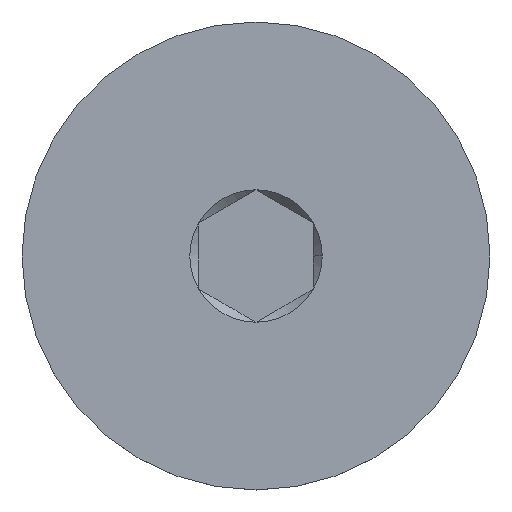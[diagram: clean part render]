
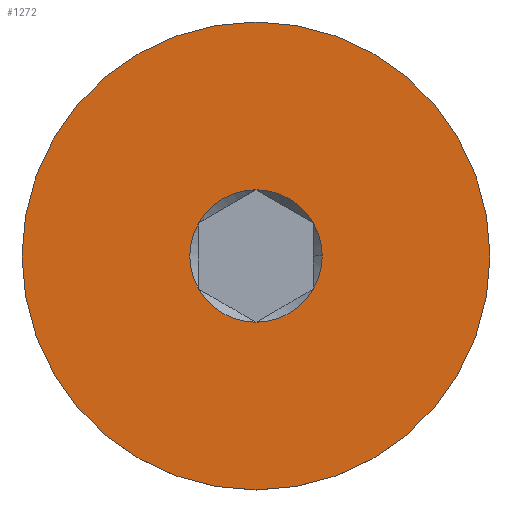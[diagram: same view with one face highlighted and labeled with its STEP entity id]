
A CAD part, top view. The second image highlights one B-rep face of the part: STEP entity #1272.
In plain terms, the highlighted planar face has unit normal (0, 0, 1).
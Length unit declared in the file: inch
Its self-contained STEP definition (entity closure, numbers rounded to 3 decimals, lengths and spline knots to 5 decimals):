
#50 = DIRECTION ( 'NONE',  ( 0., 0., 1. ) ) ;
#117 = ORIENTED_EDGE ( 'NONE', *, *, #468, .F. ) ;
#134 = EDGE_CURVE ( 'NONE', #854, #299, #531, .T. ) ;
#146 = EDGE_CURVE ( 'NONE', #707, #1440, #1673, .T. ) ;
#215 = AXIS2_PLACEMENT_3D ( 'NONE', #980, #956, #224 ) ;
#224 = DIRECTION ( 'NONE',  ( 1., 0., 0. ) ) ;
#231 = CARTESIAN_POINT ( 'NONE',  ( 0., -0.1275, 0.09375 ) ) ;
#262 = DIRECTION ( 'NONE',  ( 0., 0., 1. ) ) ;
#270 = CIRCLE ( 'NONE', #386, 0.03608 ) ;
#299 = VERTEX_POINT ( 'NONE', #1359 ) ;
#364 = ORIENTED_EDGE ( 'NONE', *, *, #146, .F. ) ;
#373 = AXIS2_PLACEMENT_3D ( 'NONE', #1761, #876, #1915 ) ;
#386 = AXIS2_PLACEMENT_3D ( 'NONE', #817, #1847, #475 ) ;
#401 = DIRECTION ( 'NONE',  ( 0., 0., 1. ) ) ;
#403 = CARTESIAN_POINT ( 'NONE',  ( 0.03125, -0.01804, 0.09375 ) ) ;
#458 = ORIENTED_EDGE ( 'NONE', *, *, #1322, .F. ) ;
#468 = EDGE_CURVE ( 'NONE', #1041, #1080, #960, .T. ) ;
#475 = DIRECTION ( 'NONE',  ( 1., 0., 0. ) ) ;
#496 = AXIS2_PLACEMENT_3D ( 'NONE', #1376, #1372, #1811 ) ;
#531 = CIRCLE ( 'NONE', #1423, 0.1275 ) ;
#564 = AXIS2_PLACEMENT_3D ( 'NONE', #1014, #1132, #999 ) ;
#574 = CARTESIAN_POINT ( 'NONE',  ( 0., 0., 0.09375 ) ) ;
#619 = ORIENTED_EDGE ( 'NONE', *, *, #825, .F. ) ;
#647 = CIRCLE ( 'NONE', #848, 0.03608 ) ;
#707 = VERTEX_POINT ( 'NONE', #1771 ) ;
#710 = CARTESIAN_POINT ( 'NONE',  ( 0., 0., 0.09375 ) ) ;
#714 = CARTESIAN_POINT ( 'NONE',  ( 0., -0.03608, 0.09375 ) ) ;
#764 = AXIS2_PLACEMENT_3D ( 'NONE', #1279, #401, #1290 ) ;
#778 = DIRECTION ( 'NONE',  ( 0., -1., 0. ) ) ;
#817 = CARTESIAN_POINT ( 'NONE',  ( 0., 0., 0.09375 ) ) ;
#825 = EDGE_CURVE ( 'NONE', #1080, #1813, #856, .T. ) ;
#830 = FACE_BOUND ( 'NONE', #1608, .T. ) ;
#848 = AXIS2_PLACEMENT_3D ( 'NONE', #710, #1121, #1891 ) ;
#854 = VERTEX_POINT ( 'NONE', #231 ) ;
#856 = CIRCLE ( 'NONE', #215, 0.03608 ) ;
#857 = CARTESIAN_POINT ( 'NONE',  ( -0.03125, -0.01804, 0.09375 ) ) ;
#868 = CARTESIAN_POINT ( 'NONE',  ( 0.03608, 0., 0.09375 ) ) ;
#876 = DIRECTION ( 'NONE',  ( 0., 0., 1. ) ) ;
#918 = CARTESIAN_POINT ( 'NONE',  ( 0., 0., 0.09375 ) ) ;
#942 = ORIENTED_EDGE ( 'NONE', *, *, #1020, .F. ) ;
#956 = DIRECTION ( 'NONE',  ( 0., 0., 1. ) ) ;
#960 = CIRCLE ( 'NONE', #1663, 0.03608 ) ;
#965 = ORIENTED_EDGE ( 'NONE', *, *, #134, .T. ) ;
#980 = CARTESIAN_POINT ( 'NONE',  ( 0., 0., 0.09375 ) ) ;
#997 = DIRECTION ( 'NONE',  ( 0., -1., 0. ) ) ;
#999 = DIRECTION ( 'NONE',  ( 1., 0., 0. ) ) ;
#1014 = CARTESIAN_POINT ( 'NONE',  ( 0., 0., 0.09375 ) ) ;
#1020 = EDGE_CURVE ( 'NONE', #1813, #707, #1810, .T. ) ;
#1041 = VERTEX_POINT ( 'NONE', #403 ) ;
#1045 = CARTESIAN_POINT ( 'NONE',  ( -0.03125, 0.01804, 0.09375 ) ) ;
#1048 = VERTEX_POINT ( 'NONE', #714 ) ;
#1072 = AXIS2_PLACEMENT_3D ( 'NONE', #1462, #1169, #997 ) ;
#1079 = ORIENTED_EDGE ( 'NONE', *, *, #1218, .T. ) ;
#1080 = VERTEX_POINT ( 'NONE', #868 ) ;
#1110 = PLANE ( 'NONE',  #1072 ) ;
#1121 = DIRECTION ( 'NONE',  ( 0., 0., 1. ) ) ;
#1132 = DIRECTION ( 'NONE',  ( 0., 0., 1. ) ) ;
#1151 = ORIENTED_EDGE ( 'NONE', *, *, #1720, .F. ) ;
#1169 = DIRECTION ( 'NONE',  ( 0., 0., 1. ) ) ;
#1218 = EDGE_CURVE ( 'NONE', #299, #854, #1653, .T. ) ;
#1230 = EDGE_LOOP ( 'NONE', ( #965, #1079 ) ) ;
#1272 = ADVANCED_FACE ( 'NONE', ( #830, #1898 ), #1110, .T. ) ;
#1279 = CARTESIAN_POINT ( 'NONE',  ( 0., 0., 0.09375 ) ) ;
#1290 = DIRECTION ( 'NONE',  ( 0., -1., 0. ) ) ;
#1313 = CIRCLE ( 'NONE', #373, 0.03608 ) ;
#1322 = EDGE_CURVE ( 'NONE', #1440, #1388, #1313, .T. ) ;
#1359 = CARTESIAN_POINT ( 'NONE',  ( 0., 0.1275, 0.09375 ) ) ;
#1372 = DIRECTION ( 'NONE',  ( 0., 0., 1. ) ) ;
#1376 = CARTESIAN_POINT ( 'NONE',  ( 0., 0., 0.09375 ) ) ;
#1388 = VERTEX_POINT ( 'NONE', #857 ) ;
#1423 = AXIS2_PLACEMENT_3D ( 'NONE', #918, #50, #778 ) ;
#1440 = VERTEX_POINT ( 'NONE', #1045 ) ;
#1462 = CARTESIAN_POINT ( 'NONE',  ( 0., 0.056, 0.09375 ) ) ;
#1608 = EDGE_LOOP ( 'NONE', ( #1151, #1692, #458, #364, #942, #619, #117 ) ) ;
#1653 = CIRCLE ( 'NONE', #764, 0.1275 ) ;
#1663 = AXIS2_PLACEMENT_3D ( 'NONE', #574, #262, #1881 ) ;
#1668 = EDGE_CURVE ( 'NONE', #1388, #1048, #270, .T. ) ;
#1673 = CIRCLE ( 'NONE', #496, 0.03608 ) ;
#1692 = ORIENTED_EDGE ( 'NONE', *, *, #1668, .F. ) ;
#1720 = EDGE_CURVE ( 'NONE', #1048, #1041, #647, .T. ) ;
#1761 = CARTESIAN_POINT ( 'NONE',  ( 0., 0., 0.09375 ) ) ;
#1771 = CARTESIAN_POINT ( 'NONE',  ( 0., 0.03608, 0.09375 ) ) ;
#1810 = CIRCLE ( 'NONE', #564, 0.03608 ) ;
#1811 = DIRECTION ( 'NONE',  ( 1., 0., 0. ) ) ;
#1813 = VERTEX_POINT ( 'NONE', #1820 ) ;
#1820 = CARTESIAN_POINT ( 'NONE',  ( 0.03125, 0.01804, 0.09375 ) ) ;
#1847 = DIRECTION ( 'NONE',  ( 0., 0., 1. ) ) ;
#1881 = DIRECTION ( 'NONE',  ( 1., 0., 0. ) ) ;
#1891 = DIRECTION ( 'NONE',  ( 1., 0., 0. ) ) ;
#1898 = FACE_OUTER_BOUND ( 'NONE', #1230, .T. ) ;
#1915 = DIRECTION ( 'NONE',  ( 1., 0., 0. ) ) ;
